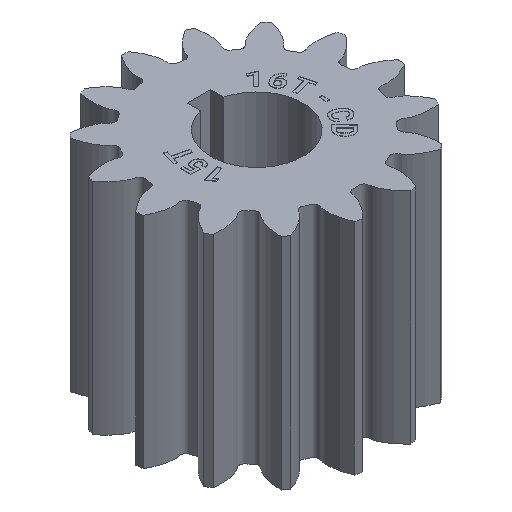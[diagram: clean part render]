
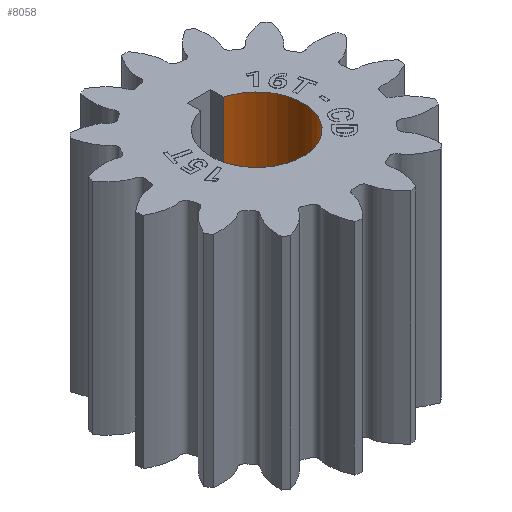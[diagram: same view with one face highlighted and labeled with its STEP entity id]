
A CAD part, isometric view. The second image highlights one B-rep face of the part: STEP entity #8058.
In plain terms, the highlighted cylindrical face has radius 4.013 mm (diameter 8.025 mm), a partial arc.
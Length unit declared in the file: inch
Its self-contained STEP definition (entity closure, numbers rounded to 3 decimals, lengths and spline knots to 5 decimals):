
#57 = CARTESIAN_POINT ( 'NONE',  ( 0., -0.15797, 0.375 ) ) ;
#353 = VECTOR ( 'NONE', #4238, 39.37008 ) ;
#1027 = DIRECTION ( 'NONE',  ( 0., 0., 1. ) ) ;
#1119 = ORIENTED_EDGE ( 'NONE', *, *, #7820, .F. ) ;
#1164 = CARTESIAN_POINT ( 'NONE',  ( 0., -0.15797, -0.375 ) ) ;
#1452 = EDGE_CURVE ( 'NONE', #13535, #2666, #4776, .T. ) ;
#2070 = VERTEX_POINT ( 'NONE', #13013 ) ;
#2152 = FACE_OUTER_BOUND ( 'NONE', #9335, .T. ) ;
#2666 = VERTEX_POINT ( 'NONE', #9518 ) ;
#2738 = CIRCLE ( 'NONE', #12002, 0.15797 ) ;
#3243 = VERTEX_POINT ( 'NONE', #3735 ) ;
#3415 = CARTESIAN_POINT ( 'NONE',  ( 0., 0., -0.375 ) ) ;
#3735 = CARTESIAN_POINT ( 'NONE',  ( 0.04035, 0.15273, -0.375 ) ) ;
#4238 = DIRECTION ( 'NONE',  ( 0., 0., 1. ) ) ;
#4335 = DIRECTION ( 'NONE',  ( 0., -1., 0. ) ) ;
#4776 = CIRCLE ( 'NONE', #12840, 0.15797 ) ;
#5473 = EDGE_CURVE ( 'NONE', #2070, #13535, #13682, .T. ) ;
#5583 = DIRECTION ( 'NONE',  ( 0., -1., 0. ) ) ;
#5655 = CYLINDRICAL_SURFACE ( 'NONE', #8652, 0.15797 ) ;
#5966 = DIRECTION ( 'NONE',  ( 0., 0., 1. ) ) ;
#6329 = LINE ( 'NONE', #9898, #353 ) ;
#7820 = EDGE_CURVE ( 'NONE', #2070, #3243, #2738, .T. ) ;
#7906 = EDGE_CURVE ( 'NONE', #3243, #2666, #6329, .T. ) ;
#8058 = ADVANCED_FACE ( 'NONE', ( #2152 ), #5655, .F. ) ;
#8652 = AXIS2_PLACEMENT_3D ( 'NONE', #3415, #1027, #5583 ) ;
#9335 = EDGE_LOOP ( 'NONE', ( #1119, #13843, #13426, #11453 ) ) ;
#9518 = CARTESIAN_POINT ( 'NONE',  ( 0.04035, 0.15273, 0.375 ) ) ;
#9898 = CARTESIAN_POINT ( 'NONE',  ( 0.04035, 0.15273, -0.375 ) ) ;
#9933 = VECTOR ( 'NONE', #12335, 39.37008 ) ;
#10215 = DIRECTION ( 'NONE',  ( 0., 0., 1. ) ) ;
#10653 = DIRECTION ( 'NONE',  ( 0., -1., 0. ) ) ;
#11453 = ORIENTED_EDGE ( 'NONE', *, *, #7906, .F. ) ;
#11946 = CARTESIAN_POINT ( 'NONE',  ( 0., 0., 0.375 ) ) ;
#12002 = AXIS2_PLACEMENT_3D ( 'NONE', #12883, #5966, #10653 ) ;
#12335 = DIRECTION ( 'NONE',  ( 0., 0., 1. ) ) ;
#12840 = AXIS2_PLACEMENT_3D ( 'NONE', #11946, #10215, #4335 ) ;
#12883 = CARTESIAN_POINT ( 'NONE',  ( 0., 0., -0.375 ) ) ;
#13013 = CARTESIAN_POINT ( 'NONE',  ( 0., -0.15797, -0.375 ) ) ;
#13426 = ORIENTED_EDGE ( 'NONE', *, *, #1452, .T. ) ;
#13535 = VERTEX_POINT ( 'NONE', #57 ) ;
#13682 = LINE ( 'NONE', #1164, #9933 ) ;
#13843 = ORIENTED_EDGE ( 'NONE', *, *, #5473, .T. ) ;
